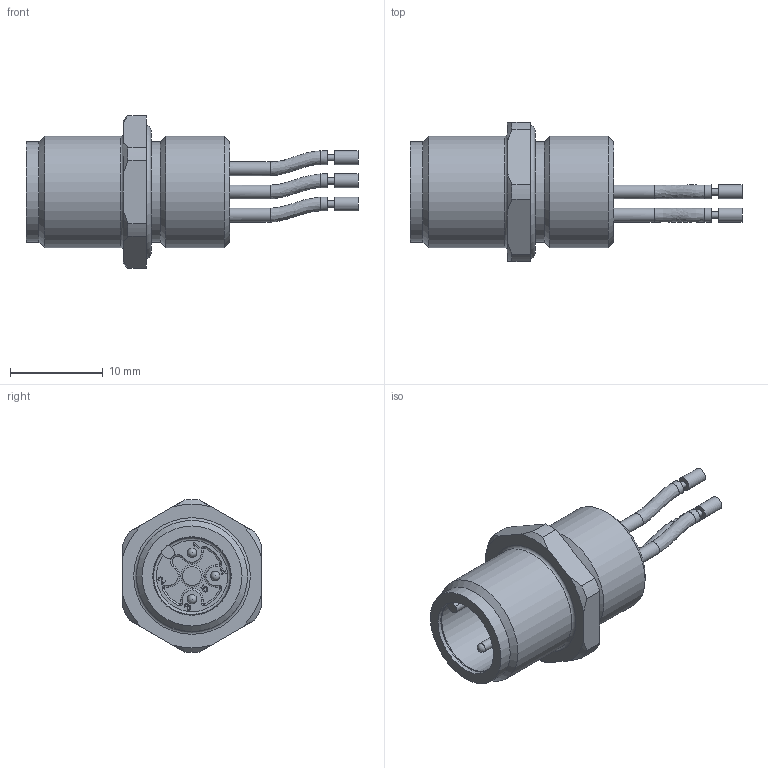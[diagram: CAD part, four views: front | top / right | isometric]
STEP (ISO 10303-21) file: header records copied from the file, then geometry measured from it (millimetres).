
FILE_DESCRIPTION(/* description */ (''),/* implementation_level */ '2;1');
FILE_NAME(/* name */ 'AL-FVM12SUA3-m_M12.stp',/* time_stamp */ '2018-06-29T11:24:55+02:00',/* author */ (''),/* organization */ (''),/* preprocessor_version */ 'ST-DEVELOPER v16',/* originating_system */ 'SIEMENS PLM Software NX 10.0',/* authorisation */ '');
FILE_SCHEMA (('AUTOMOTIVE_DESIGN { 1 0 10303 214 3 1 1 1 }'));
Length unit declared in the file: millimetre
Products named in the file (1): v.sh1EB8A4BD2l5m
Bounding box: 35.85 x 15 x 16.49 mm (x, y, z)
Volume: 2214.6 mm3; surface area: 1969.7 mm2
Topology: 2 solids, 2 shells, 195 faces, 487 edges, 316 vertices
Faces by surface type: plane 74, cylinder 52, extrusion 32, torus 14, cone 11, bspline 9, sphere 3
Full cylindrical faces by diameter (mm): 0.7 x3, 1 x3, 1.5 x9, 2 x1, 8.4 x1, 10.8 x2, 12 x3
Entity records: 6168 total; most frequent: CARTESIAN_POINT 1973, ORIENTED_EDGE 856, DIRECTION 755, EDGE_CURVE 428, VERTEX_POINT 296, AXIS2_PLACEMENT_3D 290, EDGE_LOOP 253, ADVANCED_FACE 195
